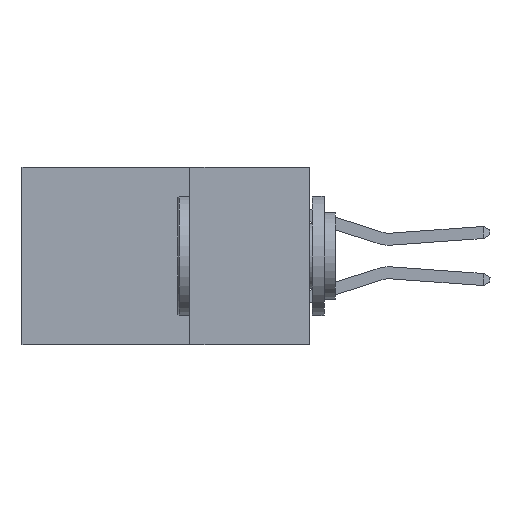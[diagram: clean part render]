
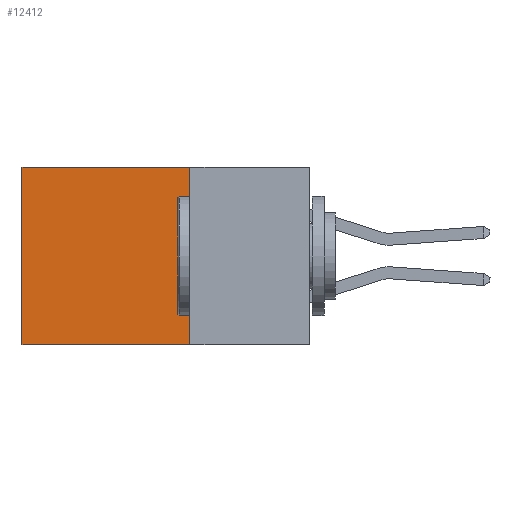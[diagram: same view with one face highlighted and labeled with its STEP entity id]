
A CAD part, left-side view. The second image highlights one B-rep face of the part: STEP entity #12412.
In plain terms, the highlighted planar face has unit normal (-1, 0, 0).
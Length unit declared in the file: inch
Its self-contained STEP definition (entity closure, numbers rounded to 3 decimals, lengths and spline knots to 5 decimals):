
#102 = CARTESIAN_POINT ( 'NONE',  ( 0.2615, 0.25, -0.37 ) ) ;
#1038 = CARTESIAN_POINT ( 'NONE',  ( 0.2615, 0.6, 0. ) ) ;
#2160 = AXIS2_PLACEMENT_3D ( 'NONE', #102, #2299, #17619 ) ;
#2299 = DIRECTION ( 'NONE',  ( 1., 0., 0. ) ) ;
#2523 = FACE_OUTER_BOUND ( 'NONE', #10903, .T. ) ;
#3889 = EDGE_CURVE ( 'NONE', #4137, #19567, #6378, .T. ) ;
#4137 = VERTEX_POINT ( 'NONE', #1038 ) ;
#4303 = CARTESIAN_POINT ( 'NONE',  ( 0.2615, 0.25, 0. ) ) ;
#4830 = CARTESIAN_POINT ( 'NONE',  ( 0.2615, 0.25, 0. ) ) ;
#5130 = VECTOR ( 'NONE', #8865, 39.37008 ) ;
#5986 = ORIENTED_EDGE ( 'NONE', *, *, #16252, .F. ) ;
#6378 = LINE ( 'NONE', #6800, #28247 ) ;
#6800 = CARTESIAN_POINT ( 'NONE',  ( 0.2615, 0.6, -0.37 ) ) ;
#8066 = ORIENTED_EDGE ( 'NONE', *, *, #3889, .T. ) ;
#8115 = LINE ( 'NONE', #4830, #14657 ) ;
#8789 = CARTESIAN_POINT ( 'NONE',  ( 0.2615, 0.6, -0.37 ) ) ;
#8865 = DIRECTION ( 'NONE',  ( 0., 1., 0. ) ) ;
#10071 = CARTESIAN_POINT ( 'NONE',  ( 0.2615, 0.25, -0.37 ) ) ;
#10790 = VECTOR ( 'NONE', #23227, 39.37008 ) ;
#10903 = EDGE_LOOP ( 'NONE', ( #8066, #5986, #23826, #15054 ) ) ;
#11532 = EDGE_CURVE ( 'NONE', #15557, #25535, #12193, .T. ) ;
#11949 = CARTESIAN_POINT ( 'NONE',  ( 0.2615, 0.25, -0.37 ) ) ;
#12193 = LINE ( 'NONE', #10071, #10790 ) ;
#12412 = ADVANCED_FACE ( 'NONE', ( #2523 ), #24133, .F. ) ;
#14657 = VECTOR ( 'NONE', #20160, 39.37008 ) ;
#15054 = ORIENTED_EDGE ( 'NONE', *, *, #17716, .T. ) ;
#15557 = VERTEX_POINT ( 'NONE', #4303 ) ;
#15602 = DIRECTION ( 'NONE',  ( 0., 0., -1. ) ) ;
#16252 = EDGE_CURVE ( 'NONE', #25535, #19567, #21251, .T. ) ;
#17619 = DIRECTION ( 'NONE',  ( 0., 0., -1. ) ) ;
#17716 = EDGE_CURVE ( 'NONE', #15557, #4137, #8115, .T. ) ;
#19567 = VERTEX_POINT ( 'NONE', #8789 ) ;
#20160 = DIRECTION ( 'NONE',  ( 0., 1., 0. ) ) ;
#21251 = LINE ( 'NONE', #22010, #5130 ) ;
#22010 = CARTESIAN_POINT ( 'NONE',  ( 0.2615, 0.25, -0.37 ) ) ;
#23227 = DIRECTION ( 'NONE',  ( 0., 0., -1. ) ) ;
#23826 = ORIENTED_EDGE ( 'NONE', *, *, #11532, .F. ) ;
#24133 = PLANE ( 'NONE',  #2160 ) ;
#25535 = VERTEX_POINT ( 'NONE', #11949 ) ;
#28247 = VECTOR ( 'NONE', #15602, 39.37008 ) ;
